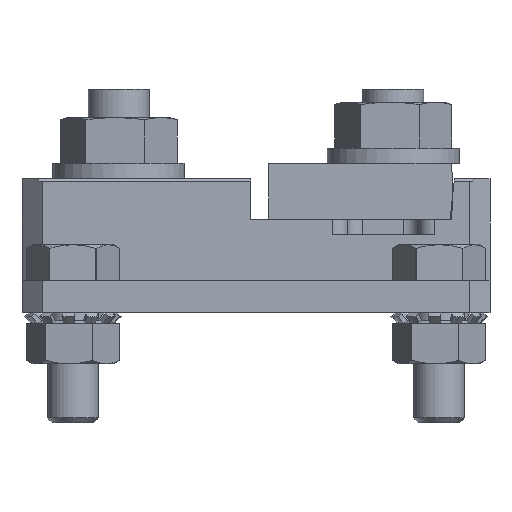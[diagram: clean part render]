
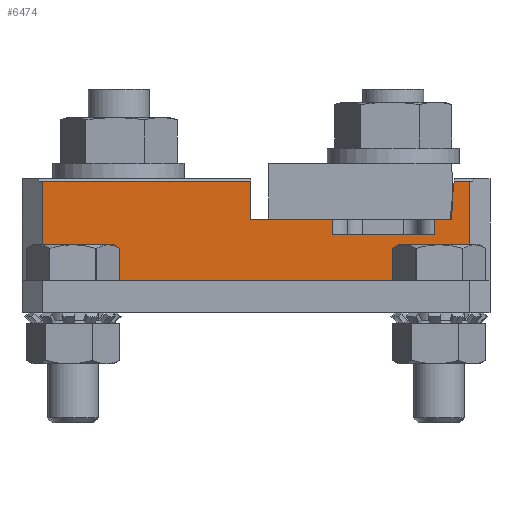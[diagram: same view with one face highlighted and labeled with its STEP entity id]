
A CAD part, front view. The second image highlights one B-rep face of the part: STEP entity #6474.
In plain terms, the highlighted planar face has unit normal (0, -1, 0).
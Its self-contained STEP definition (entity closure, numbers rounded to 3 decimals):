
#97 = CARTESIAN_POINT ( 'NONE',  ( 46., 0., -0.25 ) ) ;
#127 = CARTESIAN_POINT ( 'NONE',  ( 44., 0., 0. ) ) ;
#277 = EDGE_CURVE ( 'NONE', #3856, #5038, #3081, .T. ) ;
#421 = LINE ( 'NONE', #3550, #6661 ) ;
#423 = CARTESIAN_POINT ( 'NONE',  ( 44., 0., -0.25 ) ) ;
#469 = CARTESIAN_POINT ( 'NONE',  ( 2., 0., -10. ) ) ;
#503 = DIRECTION ( 'NONE',  ( 0., 0., -1. ) ) ;
#558 = DIRECTION ( 'NONE',  ( 0., 0., 1. ) ) ;
#633 = VERTEX_POINT ( 'NONE', #3108 ) ;
#634 = LINE ( 'NONE', #6924, #1871 ) ;
#757 = VECTOR ( 'NONE', #6790, 1000. ) ;
#847 = VECTOR ( 'NONE', #1551, 1000. ) ;
#1057 = EDGE_CURVE ( 'NONE', #633, #2146, #4383, .T. ) ;
#1139 = CARTESIAN_POINT ( 'NONE',  ( 46., 0., -0.25 ) ) ;
#1220 = VERTEX_POINT ( 'NONE', #5073 ) ;
#1246 = CARTESIAN_POINT ( 'NONE',  ( 22.5, 0., -4. ) ) ;
#1365 = DIRECTION ( 'NONE',  ( 1., 0., 0. ) ) ;
#1395 = DIRECTION ( 'NONE',  ( -1., 0., 0. ) ) ;
#1472 = CARTESIAN_POINT ( 'NONE',  ( 40.5, 0., 0. ) ) ;
#1551 = DIRECTION ( 'NONE',  ( 0.105, 0., 0.994 ) ) ;
#1655 = VERTEX_POINT ( 'NONE', #5142 ) ;
#1754 = FACE_OUTER_BOUND ( 'NONE', #3042, .T. ) ;
#1852 = VERTEX_POINT ( 'NONE', #5424 ) ;
#1871 = VECTOR ( 'NONE', #7483, 1000. ) ;
#2044 = LINE ( 'NONE', #97, #4446 ) ;
#2099 = VERTEX_POINT ( 'NONE', #5912 ) ;
#2146 = VERTEX_POINT ( 'NONE', #7766 ) ;
#2147 = CARTESIAN_POINT ( 'NONE',  ( 42.5, 0., 0. ) ) ;
#2388 = CARTESIAN_POINT ( 'NONE',  ( 22.5, 0., -0.25 ) ) ;
#2475 = LINE ( 'NONE', #3123, #6224 ) ;
#2565 = VECTOR ( 'NONE', #5347, 1000. ) ;
#2594 = CARTESIAN_POINT ( 'NONE',  ( 30.5, 0., -4. ) ) ;
#2654 = EDGE_CURVE ( 'NONE', #633, #1655, #3922, .T. ) ;
#2876 = LINE ( 'NONE', #469, #2565 ) ;
#2937 = ORIENTED_EDGE ( 'NONE', *, *, #5031, .F. ) ;
#2993 = EDGE_CURVE ( 'NONE', #5313, #2099, #2044, .T. ) ;
#3042 = EDGE_LOOP ( 'NONE', ( #4814, #4670, #7725, #4430, #7133, #6134, #7065, #7105, #2937, #5282, #4254, #5410 ) ) ;
#3081 = LINE ( 'NONE', #4250, #6340 ) ;
#3108 = CARTESIAN_POINT ( 'NONE',  ( 40.5, 0., -4. ) ) ;
#3123 = CARTESIAN_POINT ( 'NONE',  ( 46., 0., -10. ) ) ;
#3288 = DIRECTION ( 'NONE',  ( 1., 0., 0. ) ) ;
#3300 = EDGE_CURVE ( 'NONE', #5667, #5586, #4306, .T. ) ;
#3406 = VERTEX_POINT ( 'NONE', #6985 ) ;
#3407 = EDGE_CURVE ( 'NONE', #1852, #5667, #5722, .T. ) ;
#3484 = EDGE_CURVE ( 'NONE', #3406, #1655, #6496, .T. ) ;
#3550 = CARTESIAN_POINT ( 'NONE',  ( 22.5, 0., -4. ) ) ;
#3611 = DIRECTION ( 'NONE',  ( 0., 1., 0. ) ) ;
#3856 = VERTEX_POINT ( 'NONE', #1246 ) ;
#3894 = DIRECTION ( 'NONE',  ( -1., 0., 0. ) ) ;
#3922 = LINE ( 'NONE', #1472, #6848 ) ;
#4024 = EDGE_CURVE ( 'NONE', #2146, #5586, #5144, .T. ) ;
#4250 = CARTESIAN_POINT ( 'NONE',  ( 42.076, 0., -4. ) ) ;
#4254 = ORIENTED_EDGE ( 'NONE', *, *, #3300, .T. ) ;
#4293 = EDGE_CURVE ( 'NONE', #3406, #5038, #634, .T. ) ;
#4306 = LINE ( 'NONE', #1139, #757 ) ;
#4383 = LINE ( 'NONE', #6136, #5706 ) ;
#4430 = ORIENTED_EDGE ( 'NONE', *, *, #4293, .T. ) ;
#4446 = VECTOR ( 'NONE', #3894, 1000. ) ;
#4513 = EDGE_CURVE ( 'NONE', #5313, #3856, #421, .T. ) ;
#4670 = ORIENTED_EDGE ( 'NONE', *, *, #2654, .T. ) ;
#4704 = VECTOR ( 'NONE', #7504, 1000. ) ;
#4711 = CARTESIAN_POINT ( 'NONE',  ( 32., 0., -5.5 ) ) ;
#4814 = ORIENTED_EDGE ( 'NONE', *, *, #1057, .F. ) ;
#5031 = EDGE_CURVE ( 'NONE', #1852, #1220, #2475, .T. ) ;
#5038 = VERTEX_POINT ( 'NONE', #2594 ) ;
#5073 = CARTESIAN_POINT ( 'NONE',  ( 2., 0., -10. ) ) ;
#5117 = AXIS2_PLACEMENT_3D ( 'NONE', #7823, #3611, #558 ) ;
#5142 = CARTESIAN_POINT ( 'NONE',  ( 40.5, 0., -5.5 ) ) ;
#5144 = LINE ( 'NONE', #2147, #847 ) ;
#5282 = ORIENTED_EDGE ( 'NONE', *, *, #3407, .T. ) ;
#5313 = VERTEX_POINT ( 'NONE', #2388 ) ;
#5347 = DIRECTION ( 'NONE',  ( 0., 0., -1. ) ) ;
#5354 = PLANE ( 'NONE',  #5117 ) ;
#5370 = EDGE_CURVE ( 'NONE', #2099, #1220, #2876, .T. ) ;
#5410 = ORIENTED_EDGE ( 'NONE', *, *, #4024, .F. ) ;
#5424 = CARTESIAN_POINT ( 'NONE',  ( 44., 0., -10. ) ) ;
#5586 = VERTEX_POINT ( 'NONE', #6439 ) ;
#5667 = VERTEX_POINT ( 'NONE', #423 ) ;
#5706 = VECTOR ( 'NONE', #1365, 1000. ) ;
#5716 = DIRECTION ( 'NONE',  ( 0., 0., -1. ) ) ;
#5722 = LINE ( 'NONE', #127, #4704 ) ;
#5912 = CARTESIAN_POINT ( 'NONE',  ( 2., 0., -0.25 ) ) ;
#6134 = ORIENTED_EDGE ( 'NONE', *, *, #4513, .F. ) ;
#6136 = CARTESIAN_POINT ( 'NONE',  ( 42.076, 0., -4. ) ) ;
#6224 = VECTOR ( 'NONE', #1395, 1000. ) ;
#6340 = VECTOR ( 'NONE', #6773, 1000. ) ;
#6439 = CARTESIAN_POINT ( 'NONE',  ( 42.473, 0., -0.25 ) ) ;
#6474 = ADVANCED_FACE ( 'NONE', ( #1754 ), #5354, .F. ) ;
#6496 = LINE ( 'NONE', #4711, #7035 ) ;
#6661 = VECTOR ( 'NONE', #503, 1000. ) ;
#6773 = DIRECTION ( 'NONE',  ( 1., 0., 0. ) ) ;
#6790 = DIRECTION ( 'NONE',  ( -1., 0., 0. ) ) ;
#6848 = VECTOR ( 'NONE', #5716, 1000. ) ;
#6924 = CARTESIAN_POINT ( 'NONE',  ( 30.5, 0., 0. ) ) ;
#6985 = CARTESIAN_POINT ( 'NONE',  ( 30.5, 0., -5.5 ) ) ;
#7035 = VECTOR ( 'NONE', #3288, 1000. ) ;
#7065 = ORIENTED_EDGE ( 'NONE', *, *, #2993, .T. ) ;
#7105 = ORIENTED_EDGE ( 'NONE', *, *, #5370, .T. ) ;
#7133 = ORIENTED_EDGE ( 'NONE', *, *, #277, .F. ) ;
#7483 = DIRECTION ( 'NONE',  ( 0., 0., 1. ) ) ;
#7504 = DIRECTION ( 'NONE',  ( 0., 0., 1. ) ) ;
#7725 = ORIENTED_EDGE ( 'NONE', *, *, #3484, .F. ) ;
#7766 = CARTESIAN_POINT ( 'NONE',  ( 42.076, 0., -4. ) ) ;
#7823 = CARTESIAN_POINT ( 'NONE',  ( 46., 0., 0. ) ) ;
